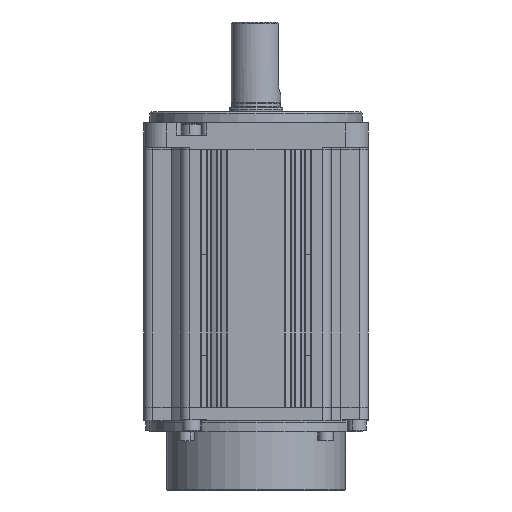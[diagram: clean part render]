
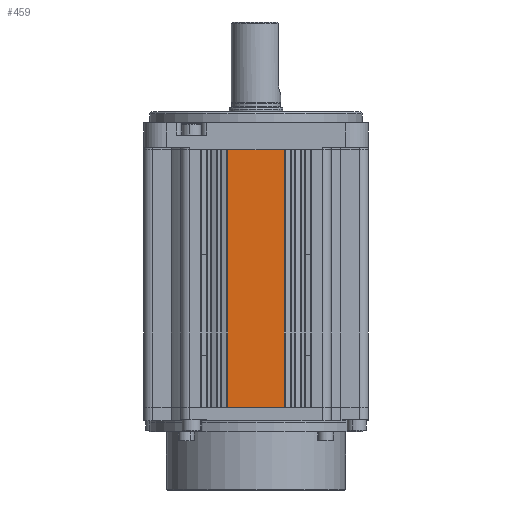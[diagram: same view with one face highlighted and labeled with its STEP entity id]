
A CAD part, left-side view. The second image highlights one B-rep face of the part: STEP entity #459.
In plain terms, the highlighted planar face has unit normal (-1, 0, 0).
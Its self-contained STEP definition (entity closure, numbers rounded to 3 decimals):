
#459 = ADVANCED_FACE ( 'NONE', ( #7927 ), #27900, .F. ) ;
#1773 = CARTESIAN_POINT ( 'NONE',  ( -50.15, -12.7, 115. ) ) ;
#2135 = CARTESIAN_POINT ( 'NONE',  ( -50.15, 12.7, 115. ) ) ;
#2520 = CARTESIAN_POINT ( 'NONE',  ( -50.15, -29.5, 115. ) ) ;
#3172 = CARTESIAN_POINT ( 'NONE',  ( -50.15, 12.7, 115. ) ) ;
#6122 = EDGE_CURVE ( 'NONE', #13068, #30325, #21533, .T. ) ;
#7494 = AXIS2_PLACEMENT_3D ( 'NONE', #2520, #13712, #36493 ) ;
#7717 = DIRECTION ( 'NONE',  ( 0., -1., 0. ) ) ;
#7927 = FACE_OUTER_BOUND ( 'NONE', #12500, .T. ) ;
#8528 = VECTOR ( 'NONE', #10518, 1000. ) ;
#9270 = LINE ( 'NONE', #18042, #9906 ) ;
#9854 = EDGE_CURVE ( 'NONE', #30325, #18013, #24157, .T. ) ;
#9906 = VECTOR ( 'NONE', #26082, 1000. ) ;
#10518 = DIRECTION ( 'NONE',  ( 0., 0., 1. ) ) ;
#10787 = VECTOR ( 'NONE', #14544, 1000. ) ;
#12500 = EDGE_LOOP ( 'NONE', ( #19855, #15997, #15548, #12840 ) ) ;
#12840 = ORIENTED_EDGE ( 'NONE', *, *, #21543, .T. ) ;
#13068 = VERTEX_POINT ( 'NONE', #24293 ) ;
#13117 = VECTOR ( 'NONE', #7717, 1000. ) ;
#13712 = DIRECTION ( 'NONE',  ( 1., 0., 0. ) ) ;
#14544 = DIRECTION ( 'NONE',  ( 0., 0., -1. ) ) ;
#15548 = ORIENTED_EDGE ( 'NONE', *, *, #33448, .F. ) ;
#15997 = ORIENTED_EDGE ( 'NONE', *, *, #9854, .T. ) ;
#18013 = VERTEX_POINT ( 'NONE', #34741 ) ;
#18042 = CARTESIAN_POINT ( 'NONE',  ( -50.15, -29.5, 115. ) ) ;
#18220 = VERTEX_POINT ( 'NONE', #2135 ) ;
#19855 = ORIENTED_EDGE ( 'NONE', *, *, #6122, .T. ) ;
#20547 = CARTESIAN_POINT ( 'NONE',  ( -50.15, -12.7, 0. ) ) ;
#21533 = LINE ( 'NONE', #33291, #13117 ) ;
#21543 = EDGE_CURVE ( 'NONE', #18220, #13068, #32447, .T. ) ;
#24157 = LINE ( 'NONE', #1773, #8528 ) ;
#24293 = CARTESIAN_POINT ( 'NONE',  ( -50.15, 12.7, 0. ) ) ;
#26082 = DIRECTION ( 'NONE',  ( 0., -1., 0. ) ) ;
#27900 = PLANE ( 'NONE',  #7494 ) ;
#30325 = VERTEX_POINT ( 'NONE', #20547 ) ;
#32447 = LINE ( 'NONE', #3172, #10787 ) ;
#33291 = CARTESIAN_POINT ( 'NONE',  ( -50.15, -29.5, 0. ) ) ;
#33448 = EDGE_CURVE ( 'NONE', #18220, #18013, #9270, .T. ) ;
#34741 = CARTESIAN_POINT ( 'NONE',  ( -50.15, -12.7, 115. ) ) ;
#36493 = DIRECTION ( 'NONE',  ( 0., 0., -1. ) ) ;
